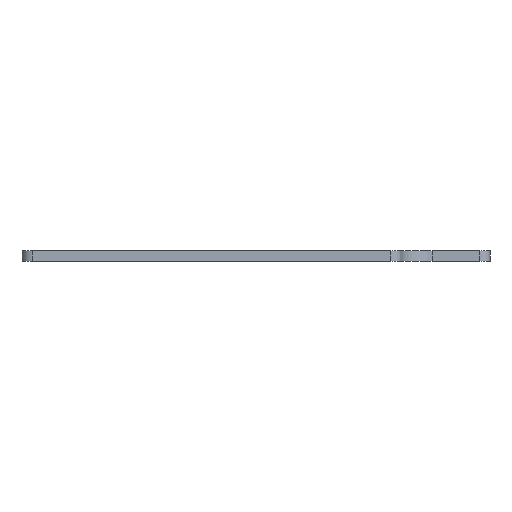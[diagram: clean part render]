
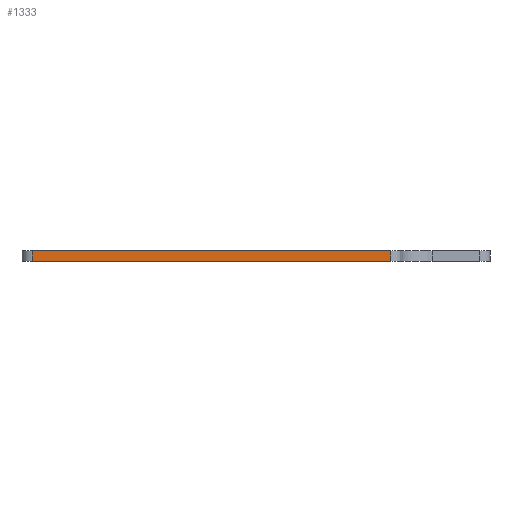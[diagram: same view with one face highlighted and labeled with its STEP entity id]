
A CAD part, left-side view. The second image highlights one B-rep face of the part: STEP entity #1333.
In plain terms, the highlighted planar face has unit normal (-1, 0, 0).
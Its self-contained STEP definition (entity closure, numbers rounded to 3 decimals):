
#94=DIRECTION('',(0.,1.,0.));
#95=VECTOR('',#94,173.);
#96=CARTESIAN_POINT('',(-80.,48.,0.));
#97=LINE('',#96,#95);
#315=DIRECTION('',(0.,1.,0.));
#316=VECTOR('',#315,173.);
#317=CARTESIAN_POINT('',(-80.,48.,5.));
#318=LINE('',#317,#316);
#481=DIRECTION('',(0.,0.,-1.));
#482=VECTOR('',#481,5.);
#483=CARTESIAN_POINT('',(-80.,48.,5.));
#484=LINE('',#483,#482);
#485=DIRECTION('',(0.,0.,-1.));
#486=VECTOR('',#485,5.);
#487=CARTESIAN_POINT('',(-80.,221.,5.));
#488=LINE('',#487,#486);
#710=CARTESIAN_POINT('',(-80.,48.,0.));
#712=VERTEX_POINT('',#710);
#713=CARTESIAN_POINT('',(-80.,48.,5.));
#714=VERTEX_POINT('',#713);
#741=CARTESIAN_POINT('',(-80.,221.,0.));
#743=VERTEX_POINT('',#741);
#747=CARTESIAN_POINT('',(-80.,221.,5.));
#748=VERTEX_POINT('',#747);
#1321=CARTESIAN_POINT('',(-80.,0.,5.));
#1322=DIRECTION('',(1.,0.,0.));
#1323=DIRECTION('',(0.,1.,0.));
#1324=AXIS2_PLACEMENT_3D('',#1321,#1322,#1323);
#1325=PLANE('',#1324);
#1327=ORIENTED_EDGE('',*,*,#1326,.T.);
#1328=ORIENTED_EDGE('',*,*,#828,.T.);
#1329=ORIENTED_EDGE('',*,*,#1316,.F.);
#1330=ORIENTED_EDGE('',*,*,#998,.F.);
#1331=EDGE_LOOP('',(#1327,#1328,#1329,#1330));
#1332=FACE_OUTER_BOUND('',#1331,.F.);
#1333=ADVANCED_FACE('',(#1332),#1325,.F.);
#828=EDGE_CURVE('',#712,#743,#97,.T.);
#998=EDGE_CURVE('',#714,#748,#318,.T.);
#1316=EDGE_CURVE('',#748,#743,#488,.T.);
#1326=EDGE_CURVE('',#714,#712,#484,.T.);
